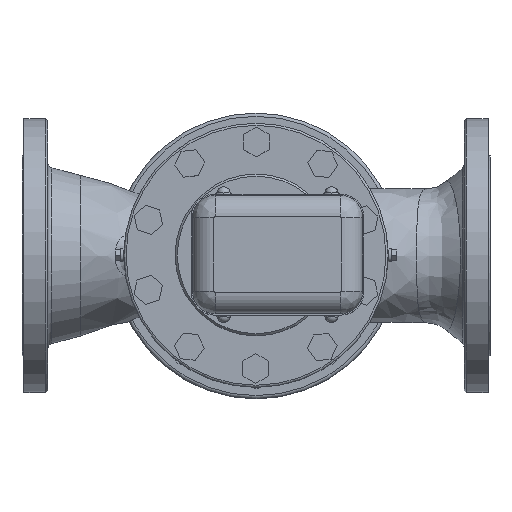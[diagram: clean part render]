
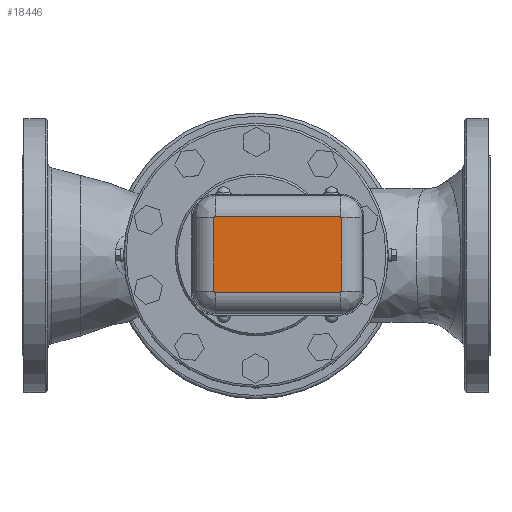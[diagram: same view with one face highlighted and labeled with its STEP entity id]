
A CAD part, top view. The second image highlights one B-rep face of the part: STEP entity #18446.
In plain terms, the highlighted planar face has unit normal (0, 0, 1).
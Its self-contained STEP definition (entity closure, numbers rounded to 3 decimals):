
#501=LINE('',#31655,#1944);
#504=LINE('',#31662,#1947);
#505=LINE('',#31695,#1948);
#508=LINE('',#31702,#1951);
#1944=VECTOR('',#21966,116.);
#1947=VECTOR('',#21973,68.);
#1948=VECTOR('',#21990,68.);
#1951=VECTOR('',#21997,116.);
#3808=PLANE('',#19719);
#4860=FACE_OUTER_BOUND('',#6113,.T.);
#6113=EDGE_LOOP('',(#13420,#13421,#13422,#13423,#13424,#13425,#13426,#13427));
#7530=CIRCLE('',#19694,1.);
#7536=CIRCLE('',#19702,1.);
#7540=CIRCLE('',#19706,1.);
#7544=CIRCLE('',#19712,1.);
#8540=VERTEX_POINT('',#31644);
#8541=VERTEX_POINT('',#31646);
#8544=VERTEX_POINT('',#31653);
#8545=VERTEX_POINT('',#31658);
#8548=VERTEX_POINT('',#31673);
#8549=VERTEX_POINT('',#31686);
#8552=VERTEX_POINT('',#31693);
#8553=VERTEX_POINT('',#31698);
#10421=EDGE_CURVE('',#8540,#8541,#7530,.T.);
#10425=EDGE_CURVE('',#8544,#8540,#501,.T.);
#10429=EDGE_CURVE('',#8541,#8545,#504,.T.);
#10431=EDGE_CURVE('',#8548,#8544,#7536,.T.);
#10435=EDGE_CURVE('',#8545,#8549,#7540,.T.);
#10437=EDGE_CURVE('',#8552,#8548,#505,.T.);
#10441=EDGE_CURVE('',#8549,#8553,#508,.T.);
#10443=EDGE_CURVE('',#8553,#8552,#7544,.T.);
#13420=ORIENTED_EDGE('',*,*,#10421,.F.);
#13421=ORIENTED_EDGE('',*,*,#10425,.F.);
#13422=ORIENTED_EDGE('',*,*,#10431,.F.);
#13423=ORIENTED_EDGE('',*,*,#10437,.F.);
#13424=ORIENTED_EDGE('',*,*,#10443,.F.);
#13425=ORIENTED_EDGE('',*,*,#10441,.F.);
#13426=ORIENTED_EDGE('',*,*,#10435,.F.);
#13427=ORIENTED_EDGE('',*,*,#10429,.F.);
#18446=ADVANCED_FACE('',(#4860),#3808,.T.);
#19694=AXIS2_PLACEMENT_3D('',#31647,#21956,#21957);
#19702=AXIS2_PLACEMENT_3D('',#31675,#21976,#21977);
#19706=AXIS2_PLACEMENT_3D('',#31690,#21984,#21985);
#19712=AXIS2_PLACEMENT_3D('',#31713,#22000,#22001);
#19719=AXIS2_PLACEMENT_3D('',#31732,#22021,#22022);
#21956=DIRECTION('center_axis',(0.,0.,
-1.));
#21957=DIRECTION('ref_axis',(-0.707,-0.707,0.));
#21966=DIRECTION('',(-1.,0.,0.));
#21973=DIRECTION('',(0.,1.,0.));
#21976=DIRECTION('center_axis',(0.,0.,
-1.));
#21977=DIRECTION('ref_axis',(0.707,-0.707,0.));
#21984=DIRECTION('center_axis',(0.,0.,
-1.));
#21985=DIRECTION('ref_axis',(-0.707,0.707,0.));
#21990=DIRECTION('',(0.,-1.,0.));
#21997=DIRECTION('',(1.,0.,0.));
#22000=DIRECTION('center_axis',(0.,0.,
-1.));
#22001=DIRECTION('ref_axis',(0.707,0.707,0.));
#22021=DIRECTION('center_axis',(0.,0.,
1.));
#22022=DIRECTION('ref_axis',(1.,0.,0.));
#31644=CARTESIAN_POINT('',(-38.,-35.,675.));
#31646=CARTESIAN_POINT('',(-39.,-34.,675.));
#31647=CARTESIAN_POINT('Origin',(-38.,-34.,675.));
#31653=CARTESIAN_POINT('',(78.,-35.,675.));
#31655=CARTESIAN_POINT('',(49.,-35.,675.));
#31658=CARTESIAN_POINT('',(-39.,34.,675.));
#31662=CARTESIAN_POINT('',(-39.,-17.,675.));
#31673=CARTESIAN_POINT('',(79.,-34.,675.));
#31675=CARTESIAN_POINT('Origin',(78.,-34.,675.));
#31686=CARTESIAN_POINT('',(-38.,35.,675.));
#31690=CARTESIAN_POINT('Origin',(-38.,34.,675.));
#31693=CARTESIAN_POINT('',(79.,34.,675.));
#31695=CARTESIAN_POINT('',(79.,17.,675.));
#31698=CARTESIAN_POINT('',(78.,35.,675.));
#31702=CARTESIAN_POINT('',(-9.,35.,675.));
#31713=CARTESIAN_POINT('Origin',(78.,34.,675.));
#31732=CARTESIAN_POINT('Origin',(20.,0.,675.));
